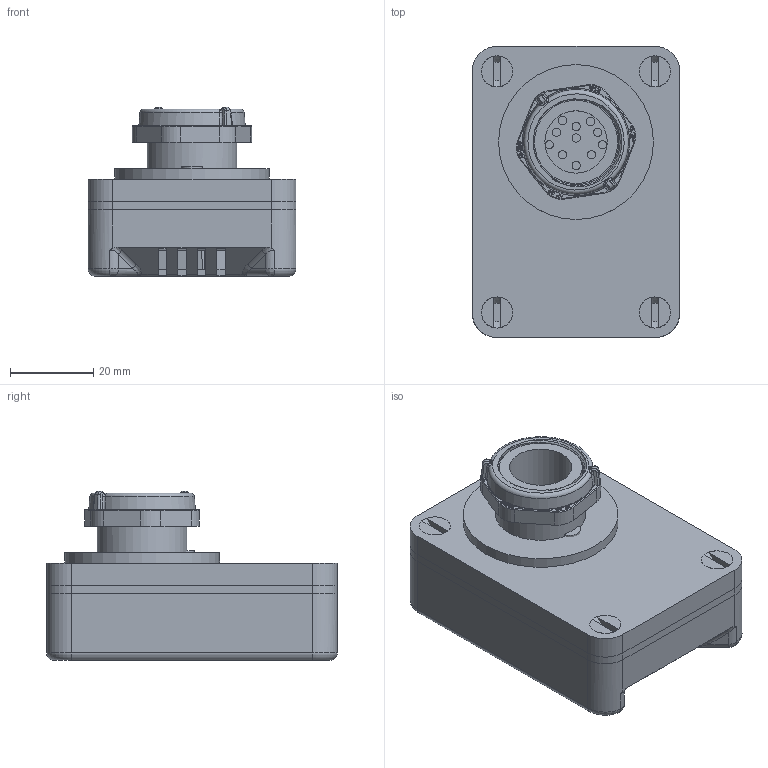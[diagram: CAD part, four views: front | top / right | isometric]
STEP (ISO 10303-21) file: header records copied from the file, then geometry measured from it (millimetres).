
FILE_DESCRIPTION(/* description */ (''),/* implementation_level */ '2;1');
FILE_NAME(/* name */ 'HW-N4XBVKIT.stp',/* time_stamp */ '2014-03-05T12:35:28-06:00',/* author */ ('jtigges'),/* organization */ (''),/* preprocessor_version */ 'ST-DEVELOPER v15.2',/* originating_system */ 'Autodesk Inventor 2014',/* authorisation */ '');
FILE_SCHEMA (('AUTOMOTIVE_DESIGN { 1 0 10303 214 3 1 1 }'));
Products named in the file (8): breather vent body; M4 X 7 BRASS INSERT 1; Breather vent gasket; breather vent cover; BVNUT; gasket_breather; M4X10csk; BV4XKIT_STP
Bounding box: 50.01 x 70 x 40.84 mm (x, y, z)
Volume: 51538.1 mm3; surface area: 36664.3 mm2
Topology: 13 solids, 13 shells, 2280 faces, 6244 edges, 4105 vertices
Faces by surface type: plane 1784, cylinder 188, bspline 180, cone 70, torus 45, sphere 13
Full cylindrical faces by diameter (mm): 0.26 x1, 2 x11, 2.54 x4, 3.3 x4, 4 x4, 4.5 x4, 5 x4, 6 x4, 15 x1, 20 x1, 21.59 x1, 21.85 x1, 37.25 x1
Entity records: 74075 total; most frequent: CARTESIAN_POINT 19328, ORIENTED_EDGE 11880, DIRECTION 10189, EDGE_CURVE 5940, LINE 5011, VECTOR 5011, VERTEX_POINT 3941, AXIS2_PLACEMENT_3D 2589
